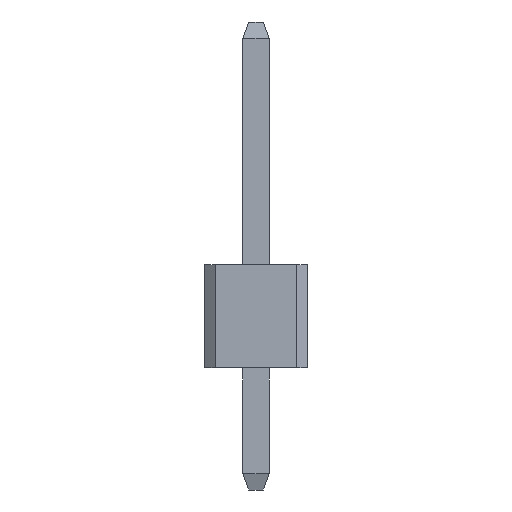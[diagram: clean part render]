
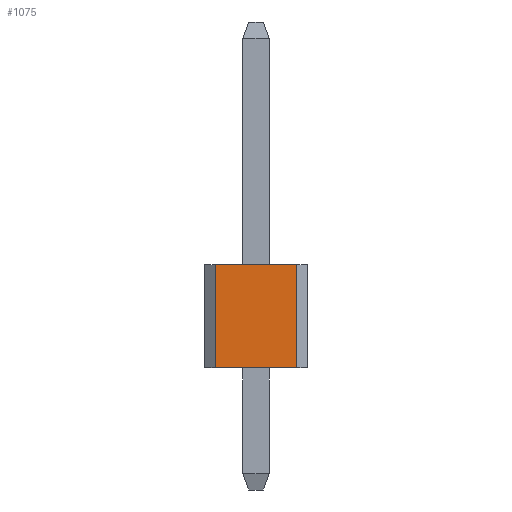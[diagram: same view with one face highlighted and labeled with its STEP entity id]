
A CAD part, front view. The second image highlights one B-rep face of the part: STEP entity #1075.
In plain terms, the highlighted planar face has unit normal (0, -1, 0).
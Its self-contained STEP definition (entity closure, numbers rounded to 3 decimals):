
#28 = VECTOR ( 'NONE', #1285, 1000. ) ;
#101 = ORIENTED_EDGE ( 'NONE', *, *, #801, .F. ) ;
#141 = CARTESIAN_POINT ( 'NONE',  ( -1., -1.27, 5.54 ) ) ;
#161 = VERTEX_POINT ( 'NONE', #373 ) ;
#214 = EDGE_LOOP ( 'NONE', ( #1104, #101, #609, #243 ) ) ;
#227 = EDGE_CURVE ( 'NONE', #1249, #161, #1054, .T. ) ;
#243 = ORIENTED_EDGE ( 'NONE', *, *, #1089, .T. ) ;
#336 = FACE_OUTER_BOUND ( 'NONE', #214, .T. ) ;
#343 = VERTEX_POINT ( 'NONE', #433 ) ;
#346 = PLANE ( 'NONE',  #386 ) ;
#372 = CARTESIAN_POINT ( 'NONE',  ( -1., -1.27, 5.54 ) ) ;
#373 = CARTESIAN_POINT ( 'NONE',  ( -1., -1.27, 3. ) ) ;
#383 = CARTESIAN_POINT ( 'NONE',  ( -1., -1.27, 3. ) ) ;
#386 = AXIS2_PLACEMENT_3D ( 'NONE', #1370, #1151, #1266 ) ;
#433 = CARTESIAN_POINT ( 'NONE',  ( -1., -1.27, 5.54 ) ) ;
#487 = EDGE_CURVE ( 'NONE', #1426, #343, #856, .T. ) ;
#586 = CARTESIAN_POINT ( 'NONE',  ( 1., -1.27, 5.54 ) ) ;
#609 = ORIENTED_EDGE ( 'NONE', *, *, #487, .T. ) ;
#675 = LINE ( 'NONE', #141, #1392 ) ;
#688 = VECTOR ( 'NONE', #696, 1000. ) ;
#696 = DIRECTION ( 'NONE',  ( -1., 0., 0. ) ) ;
#784 = DIRECTION ( 'NONE',  ( 0., 0., -1. ) ) ;
#801 = EDGE_CURVE ( 'NONE', #1426, #1249, #1135, .T. ) ;
#820 = CARTESIAN_POINT ( 'NONE',  ( 1., -1.27, 5.54 ) ) ;
#856 = LINE ( 'NONE', #372, #688 ) ;
#1054 = LINE ( 'NONE', #383, #28 ) ;
#1075 = ADVANCED_FACE ( 'NONE', ( #336 ), #346, .T. ) ;
#1089 = EDGE_CURVE ( 'NONE', #343, #161, #675, .T. ) ;
#1104 = ORIENTED_EDGE ( 'NONE', *, *, #227, .F. ) ;
#1135 = LINE ( 'NONE', #586, #1310 ) ;
#1151 = DIRECTION ( 'NONE',  ( 0., -1., 0. ) ) ;
#1232 = CARTESIAN_POINT ( 'NONE',  ( 1., -1.27, 3. ) ) ;
#1249 = VERTEX_POINT ( 'NONE', #1232 ) ;
#1266 = DIRECTION ( 'NONE',  ( 0., 0., -1. ) ) ;
#1272 = DIRECTION ( 'NONE',  ( 0., 0., -1. ) ) ;
#1285 = DIRECTION ( 'NONE',  ( -1., 0., 0. ) ) ;
#1310 = VECTOR ( 'NONE', #784, 1000. ) ;
#1370 = CARTESIAN_POINT ( 'NONE',  ( -1., -1.27, 5.54 ) ) ;
#1392 = VECTOR ( 'NONE', #1272, 1000. ) ;
#1426 = VERTEX_POINT ( 'NONE', #820 ) ;
